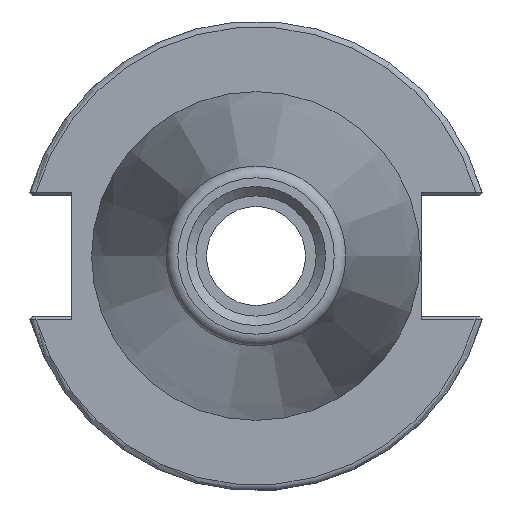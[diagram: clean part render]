
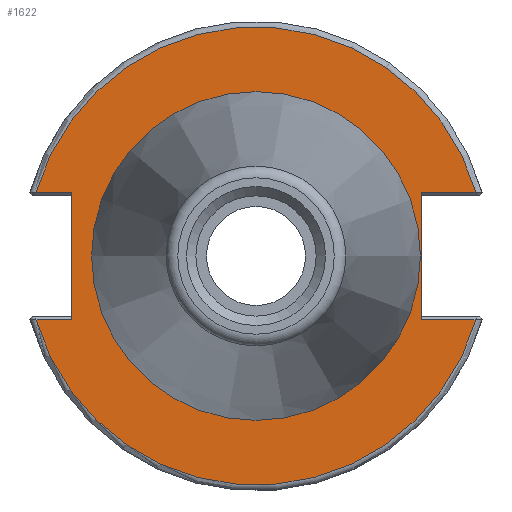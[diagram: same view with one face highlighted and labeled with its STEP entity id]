
A CAD part, left-side view. The second image highlights one B-rep face of the part: STEP entity #1622.
In plain terms, the highlighted planar face has unit normal (-1, 0, 0).
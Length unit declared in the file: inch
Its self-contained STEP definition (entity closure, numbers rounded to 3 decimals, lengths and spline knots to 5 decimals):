
#123=FACE_BOUND('',#361,.T.);
#171=PLANE('',#1763);
#261=FACE_OUTER_BOUND('',#360,.T.);
#360=EDGE_LOOP('',(#1500,#1501,#1502,#1503,#1504,#1505,#1506,#1507));
#361=EDGE_LOOP('',(#1508));
#424=LINE('',#2713,#548);
#457=LINE('',#3327,#581);
#469=LINE('',#3434,#593);
#480=LINE('',#3662,#604);
#485=LINE('',#3671,#609);
#486=LINE('',#3673,#610);
#548=VECTOR('',#1937,0.19091);
#581=VECTOR('',#2022,0.29091);
#593=VECTOR('',#2064,0.29091);
#604=VECTOR('',#2125,0.19091);
#609=VECTOR('',#2136,0.67625);
#610=VECTOR('',#2139,0.12159);
#645=CIRCLE('',#1711,1.21875);
#646=CIRCLE('',#1720,1.21875);
#664=CIRCLE('',#1764,0.86);
#737=VERTEX_POINT('',#2449);
#749=VERTEX_POINT('',#2711);
#750=VERTEX_POINT('',#2730);
#785=VERTEX_POINT('',#3095);
#786=VERTEX_POINT('',#3326);
#789=VERTEX_POINT('',#3345);
#800=VERTEX_POINT('',#3432);
#812=VERTEX_POINT('',#3660);
#814=VERTEX_POINT('',#3675);
#924=EDGE_CURVE('',#737,#749,#424,.T.);
#976=EDGE_CURVE('',#750,#785,#645,.T.);
#988=EDGE_CURVE('',#786,#785,#457,.T.);
#992=EDGE_CURVE('',#789,#737,#646,.T.);
#1013=EDGE_CURVE('',#789,#800,#469,.T.);
#1039=EDGE_CURVE('',#812,#750,#480,.T.);
#1044=EDGE_CURVE('',#749,#812,#485,.T.);
#1045=EDGE_CURVE('',#800,#786,#486,.T.);
#1046=EDGE_CURVE('',#814,#814,#664,.T.);
#1500=ORIENTED_EDGE('',*,*,#1045,.T.);
#1501=ORIENTED_EDGE('',*,*,#988,.T.);
#1502=ORIENTED_EDGE('',*,*,#976,.F.);
#1503=ORIENTED_EDGE('',*,*,#1039,.F.);
#1504=ORIENTED_EDGE('',*,*,#1044,.F.);
#1505=ORIENTED_EDGE('',*,*,#924,.F.);
#1506=ORIENTED_EDGE('',*,*,#992,.F.);
#1507=ORIENTED_EDGE('',*,*,#1013,.T.);
#1508=ORIENTED_EDGE('',*,*,#1046,.F.);
#1622=ADVANCED_FACE('',(#261,#123),#171,.T.);
#1711=AXIS2_PLACEMENT_3D('',#3115,#1999,#2000);
#1720=AXIS2_PLACEMENT_3D('',#3352,#2026,#2027);
#1763=AXIS2_PLACEMENT_3D('',#3674,#2140,#2141);
#1764=AXIS2_PLACEMENT_3D('',#3676,#2142,#2143);
#1937=DIRECTION('',(0.,-1.,0.));
#1999=DIRECTION('center_axis',(1.,0.,0.));
#2000=DIRECTION('ref_axis',(0.,0.,1.));
#2022=DIRECTION('',(0.,-1.,0.));
#2026=DIRECTION('center_axis',(1.,0.,0.));
#2027=DIRECTION('ref_axis',(0.,0.,-1.));
#2064=DIRECTION('',(0.,1.,0.));
#2125=DIRECTION('',(0.,1.,0.));
#2136=DIRECTION('',(0.,0.,1.));
#2139=DIRECTION('',(0.,0.,1.));
#2140=DIRECTION('center_axis',(-1.,0.,0.));
#2141=DIRECTION('ref_axis',(0.,0.,1.));
#2142=DIRECTION('center_axis',(-1.,0.,0.));
#2143=DIRECTION('ref_axis',(0.,0.,1.));
#2449=CARTESIAN_POINT('',(0.125,1.17091,-0.33813));
#2711=CARTESIAN_POINT('',(0.125,0.98,-0.33813));
#2713=CARTESIAN_POINT('',(0.125,0.2775,-0.33813));
#2730=CARTESIAN_POINT('',(0.125,1.17091,0.33813));
#3095=CARTESIAN_POINT('',(0.125,-1.17091,0.33813));
#3115=CARTESIAN_POINT('Origin',(0.125,0.,0.));
#3326=CARTESIAN_POINT('',(0.125,-0.88,0.33813));
#3327=CARTESIAN_POINT('',(0.125,-0.9025,0.33813));
#3345=CARTESIAN_POINT('',(0.125,-1.17091,-0.33813));
#3352=CARTESIAN_POINT('Origin',(0.125,0.,0.));
#3432=CARTESIAN_POINT('',(0.125,-0.88,-0.33813));
#3434=CARTESIAN_POINT('',(0.125,-0.9025,-0.33813));
#3660=CARTESIAN_POINT('',(0.125,0.98,0.33813));
#3662=CARTESIAN_POINT('',(0.125,0.0275,0.33813));
#3671=CARTESIAN_POINT('',(0.125,0.98,-0.33813));
#3673=CARTESIAN_POINT('',(0.125,-0.88,0.));
#3674=CARTESIAN_POINT('Origin',(0.125,-0.875,0.));
#3675=CARTESIAN_POINT('',(0.125,0.,-0.86));
#3676=CARTESIAN_POINT('Origin',(0.125,0.,0.));
